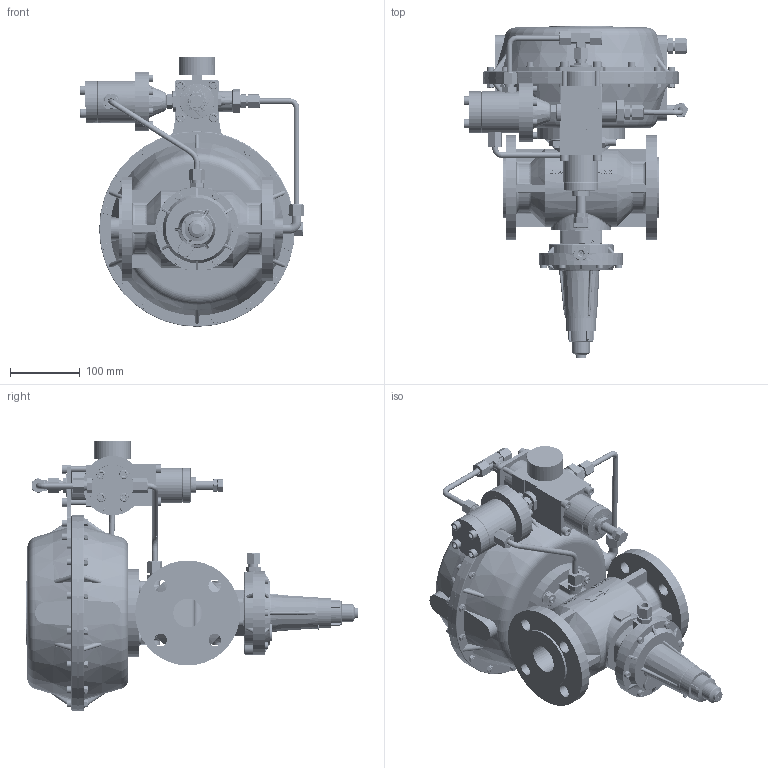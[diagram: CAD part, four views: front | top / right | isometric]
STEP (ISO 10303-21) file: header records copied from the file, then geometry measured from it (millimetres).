
FILE_DESCRIPTION (( 'STEP AP203' ), '1' );
FILE_NAME ('F40 P-S.STEP', '2020-04-25T07:12:49', ( '' ), ( '' ), 'SwSTEP 2.0', 'SolidWorks 2017', '' );
FILE_SCHEMA (( 'CONFIG_CONTROL_DESIGN' ));
Products named in the file (1): F40 P-S
Bounding box: 320.8 x 474.8 x 385.74 mm (x, y, z)
Volume: 4724542.9 mm3; surface area: 1315655.9 mm2
Topology: 150 solids, 152 shells, 4365 faces, 10311 edges, 6531 vertices
Faces by surface type: plane 1697, cylinder 1499, cone 647, torus 255, bspline 237, sphere 30
Entity records: 152538 total; most frequent: CARTESIAN_POINT 52585, DIRECTION 20665, ORIENTED_EDGE 20574, EDGE_CURVE 10287, AXIS2_PLACEMENT_3D 8153, VERTEX_POINT 6531, EDGE_LOOP 5122, ADVANCED_FACE 4365
